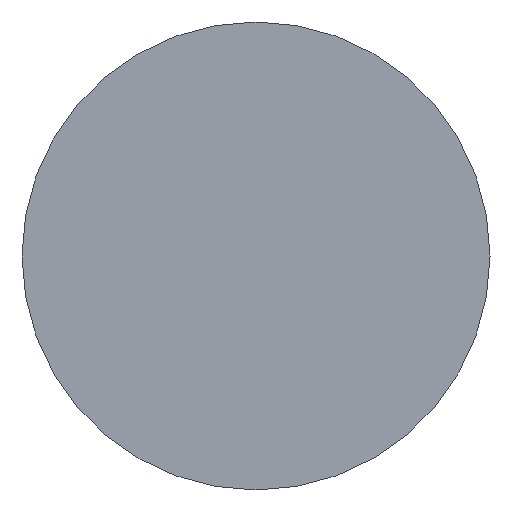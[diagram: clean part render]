
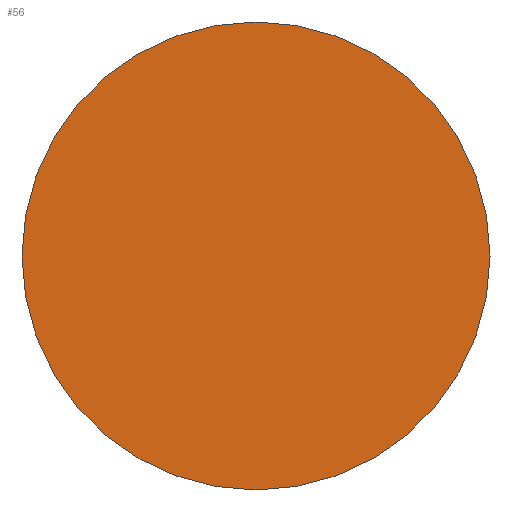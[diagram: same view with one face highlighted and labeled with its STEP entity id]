
A CAD part, front view. The second image highlights one B-rep face of the part: STEP entity #56.
In plain terms, the highlighted planar face has unit normal (0, -1, 0).
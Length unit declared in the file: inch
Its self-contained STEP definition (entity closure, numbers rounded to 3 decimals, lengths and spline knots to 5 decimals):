
#10 = DIRECTION ( 'NONE',  ( 0., 0., -1. ) ) ;
#11 = EDGE_CURVE ( 'NONE', #226, #14, #211, .T. ) ;
#14 = VERTEX_POINT ( 'NONE', #236 ) ;
#31 = DIRECTION ( 'NONE',  ( 0., -1., 0. ) ) ;
#48 = CARTESIAN_POINT ( 'NONE',  ( 0., 0., 0. ) ) ;
#49 = DIRECTION ( 'NONE',  ( 0., 0., -1. ) ) ;
#53 = FACE_OUTER_BOUND ( 'NONE', #242, .T. ) ;
#56 = ADVANCED_FACE ( 'NONE', ( #53 ), #290, .T. ) ;
#73 = DIRECTION ( 'NONE',  ( 0., 0., -1. ) ) ;
#86 = EDGE_CURVE ( 'NONE', #14, #226, #152, .T. ) ;
#98 = DIRECTION ( 'NONE',  ( 0., -1., 0. ) ) ;
#104 = CARTESIAN_POINT ( 'NONE',  ( 0., 0., 0. ) ) ;
#111 = AXIS2_PLACEMENT_3D ( 'NONE', #145, #98, #73 ) ;
#114 = CARTESIAN_POINT ( 'NONE',  ( 0., 0., -0.21875 ) ) ;
#135 = AXIS2_PLACEMENT_3D ( 'NONE', #104, #31, #10 ) ;
#145 = CARTESIAN_POINT ( 'NONE',  ( 0., 0., 0. ) ) ;
#152 = CIRCLE ( 'NONE', #135, 0.21875 ) ;
#191 = AXIS2_PLACEMENT_3D ( 'NONE', #48, #266, #49 ) ;
#211 = CIRCLE ( 'NONE', #191, 0.21875 ) ;
#226 = VERTEX_POINT ( 'NONE', #114 ) ;
#236 = CARTESIAN_POINT ( 'NONE',  ( 0., 0., 0.21875 ) ) ;
#242 = EDGE_LOOP ( 'NONE', ( #274, #284 ) ) ;
#266 = DIRECTION ( 'NONE',  ( 0., -1., 0. ) ) ;
#274 = ORIENTED_EDGE ( 'NONE', *, *, #11, .T. ) ;
#284 = ORIENTED_EDGE ( 'NONE', *, *, #86, .T. ) ;
#290 = PLANE ( 'NONE',  #111 ) ;
